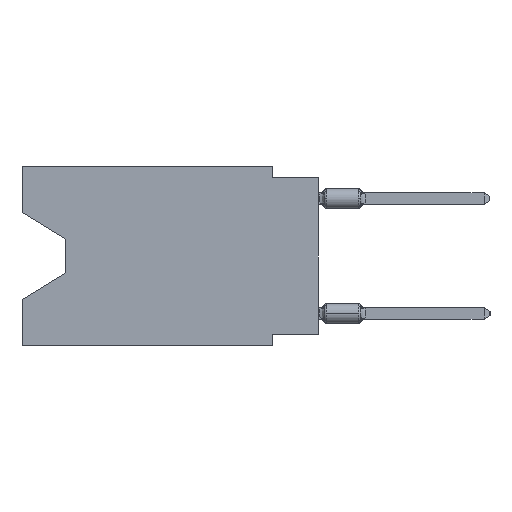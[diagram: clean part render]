
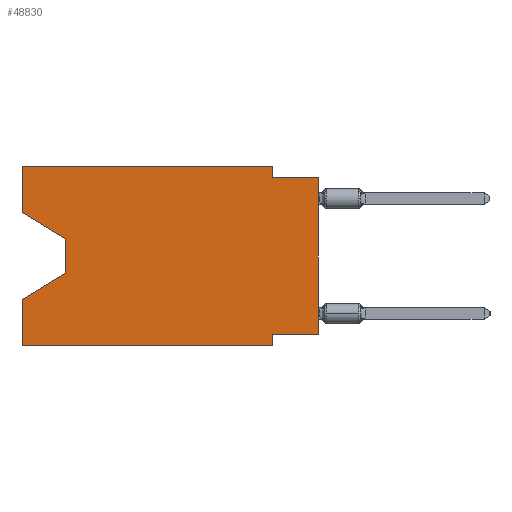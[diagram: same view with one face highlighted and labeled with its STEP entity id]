
A CAD part, left-side view. The second image highlights one B-rep face of the part: STEP entity #48830.
In plain terms, the highlighted planar face has unit normal (-1, 0, 0).
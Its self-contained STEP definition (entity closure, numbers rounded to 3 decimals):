
#1192 = CARTESIAN_POINT ( 'NONE',  ( 0., 16.383, 0. ) ) ;
#1330 = DIRECTION ( 'NONE',  ( 0., 1., 0. ) ) ;
#1631 = DIRECTION ( 'NONE',  ( 0., -1., 0. ) ) ;
#2133 = CARTESIAN_POINT ( 'NONE',  ( 0., 16.383, -7.36 ) ) ;
#2550 = VECTOR ( 'NONE', #8933, 1000. ) ;
#2999 = ORIENTED_EDGE ( 'NONE', *, *, #12751, .T. ) ;
#3272 = ORIENTED_EDGE ( 'NONE', *, *, #42703, .F. ) ;
#3531 = DIRECTION ( 'NONE',  ( 0., -0.855, -0.519 ) ) ;
#3724 = DIRECTION ( 'NONE',  ( 0., 0., -1. ) ) ;
#5137 = VERTEX_POINT ( 'NONE', #25721 ) ;
#5328 = VERTEX_POINT ( 'NONE', #12918 ) ;
#5346 = CARTESIAN_POINT ( 'NONE',  ( 0., 16.383, -9.906 ) ) ;
#5443 = VERTEX_POINT ( 'NONE', #7148 ) ;
#5499 = FACE_OUTER_BOUND ( 'NONE', #38649, .T. ) ;
#6076 = CARTESIAN_POINT ( 'NONE',  ( 0., 16.383, -9.906 ) ) ;
#6663 = CARTESIAN_POINT ( 'NONE',  ( 0., 0., -0.635 ) ) ;
#6685 = VERTEX_POINT ( 'NONE', #20367 ) ;
#6945 = CARTESIAN_POINT ( 'NONE',  ( 0., 16.383, 0. ) ) ;
#6955 = VECTOR ( 'NONE', #3531, 1000. ) ;
#7148 = CARTESIAN_POINT ( 'NONE',  ( 0., 2.54, -9.906 ) ) ;
#7355 = VERTEX_POINT ( 'NONE', #33057 ) ;
#7719 = LINE ( 'NONE', #49001, #47019 ) ;
#7962 = ORIENTED_EDGE ( 'NONE', *, *, #35331, .F. ) ;
#7991 = VECTOR ( 'NONE', #1330, 1000. ) ;
#8066 = VERTEX_POINT ( 'NONE', #41579 ) ;
#8262 = VECTOR ( 'NONE', #13821, 1000. ) ;
#8577 = EDGE_CURVE ( 'NONE', #37045, #5328, #25549, .T. ) ;
#8933 = DIRECTION ( 'NONE',  ( 0., 0.855, -0.519 ) ) ;
#10260 = DIRECTION ( 'NONE',  ( 1., 0., 0. ) ) ;
#10282 = VECTOR ( 'NONE', #30435, 1000. ) ;
#11679 = VECTOR ( 'NONE', #44566, 1000. ) ;
#12183 = CARTESIAN_POINT ( 'NONE',  ( 0., 13.97, -5.893 ) ) ;
#12751 = EDGE_CURVE ( 'NONE', #5137, #20799, #46436, .T. ) ;
#12867 = LINE ( 'NONE', #24370, #40107 ) ;
#12871 = VERTEX_POINT ( 'NONE', #6663 ) ;
#12918 = CARTESIAN_POINT ( 'NONE',  ( 0., 13.97, -4.013 ) ) ;
#13821 = DIRECTION ( 'NONE',  ( 0., -1., 0. ) ) ;
#13996 = DIRECTION ( 'NONE',  ( 0., 0., -1. ) ) ;
#14080 = ORIENTED_EDGE ( 'NONE', *, *, #33554, .F. ) ;
#15365 = LINE ( 'NONE', #15862, #33758 ) ;
#15622 = AXIS2_PLACEMENT_3D ( 'NONE', #40492, #10260, #13996 ) ;
#15862 = CARTESIAN_POINT ( 'NONE',  ( 0., 0., 0. ) ) ;
#18018 = LINE ( 'NONE', #47768, #30311 ) ;
#18209 = LINE ( 'NONE', #6945, #10282 ) ;
#19370 = DIRECTION ( 'NONE',  ( 0., 0., 1. ) ) ;
#19856 = ORIENTED_EDGE ( 'NONE', *, *, #30484, .T. ) ;
#20189 = LINE ( 'NONE', #1192, #45181 ) ;
#20367 = CARTESIAN_POINT ( 'NONE',  ( 0., 2.54, 0. ) ) ;
#20799 = VERTEX_POINT ( 'NONE', #2133 ) ;
#21300 = EDGE_CURVE ( 'NONE', #8066, #48496, #44046, .T. ) ;
#21314 = CARTESIAN_POINT ( 'NONE',  ( 0., 0., -9.271 ) ) ;
#21840 = LINE ( 'NONE', #29574, #11679 ) ;
#22763 = CARTESIAN_POINT ( 'NONE',  ( 0., 2.54, -9.271 ) ) ;
#24273 = ORIENTED_EDGE ( 'NONE', *, *, #8577, .T. ) ;
#24370 = CARTESIAN_POINT ( 'NONE',  ( 0., 0., -0.635 ) ) ;
#25243 = PLANE ( 'NONE',  #15622 ) ;
#25549 = LINE ( 'NONE', #40794, #6955 ) ;
#25721 = CARTESIAN_POINT ( 'NONE',  ( 0., 13.97, -5.893 ) ) ;
#26401 = ORIENTED_EDGE ( 'NONE', *, *, #21300, .F. ) ;
#28946 = EDGE_CURVE ( 'NONE', #7355, #6685, #20189, .T. ) ;
#29574 = CARTESIAN_POINT ( 'NONE',  ( 0., 16.383, 0. ) ) ;
#30311 = VECTOR ( 'NONE', #36514, 1000. ) ;
#30435 = DIRECTION ( 'NONE',  ( 0., 0., 1. ) ) ;
#30484 = EDGE_CURVE ( 'NONE', #5328, #5137, #34548, .T. ) ;
#30798 = CARTESIAN_POINT ( 'NONE',  ( 0., 13.97, -4.013 ) ) ;
#31049 = ORIENTED_EDGE ( 'NONE', *, *, #38775, .T. ) ;
#31453 = EDGE_CURVE ( 'NONE', #38963, #20799, #21840, .T. ) ;
#32835 = ORIENTED_EDGE ( 'NONE', *, *, #34139, .F. ) ;
#33057 = CARTESIAN_POINT ( 'NONE',  ( 0., 16.383, 0. ) ) ;
#33297 = VERTEX_POINT ( 'NONE', #47715 ) ;
#33554 = EDGE_CURVE ( 'NONE', #37045, #7355, #18209, .T. ) ;
#33758 = VECTOR ( 'NONE', #19370, 1000. ) ;
#34139 = EDGE_CURVE ( 'NONE', #48496, #5443, #7719, .T. ) ;
#34548 = LINE ( 'NONE', #30798, #37271 ) ;
#35331 = EDGE_CURVE ( 'NONE', #6685, #33297, #18018, .T. ) ;
#36068 = ORIENTED_EDGE ( 'NONE', *, *, #44534, .T. ) ;
#36514 = DIRECTION ( 'NONE',  ( 0., 0., -1. ) ) ;
#37045 = VERTEX_POINT ( 'NONE', #37920 ) ;
#37271 = VECTOR ( 'NONE', #46031, 1000. ) ;
#37920 = CARTESIAN_POINT ( 'NONE',  ( 0., 16.383, -2.546 ) ) ;
#38649 = EDGE_LOOP ( 'NONE', ( #24273, #19856, #2999, #46511, #36068, #32835, #26401, #31049, #3272, #7962, #42702, #14080 ) ) ;
#38775 = EDGE_CURVE ( 'NONE', #8066, #12871, #15365, .T. ) ;
#38925 = DIRECTION ( 'NONE',  ( 0., -1., 0. ) ) ;
#38963 = VERTEX_POINT ( 'NONE', #5346 ) ;
#40107 = VECTOR ( 'NONE', #1631, 1000. ) ;
#40323 = LINE ( 'NONE', #6076, #8262 ) ;
#40492 = CARTESIAN_POINT ( 'NONE',  ( 0., 16.383, 0. ) ) ;
#40794 = CARTESIAN_POINT ( 'NONE',  ( 0., 16.383, -2.546 ) ) ;
#41579 = CARTESIAN_POINT ( 'NONE',  ( 0., 0., -9.271 ) ) ;
#42702 = ORIENTED_EDGE ( 'NONE', *, *, #28946, .F. ) ;
#42703 = EDGE_CURVE ( 'NONE', #33297, #12871, #12867, .T. ) ;
#44046 = LINE ( 'NONE', #21314, #7991 ) ;
#44534 = EDGE_CURVE ( 'NONE', #38963, #5443, #40323, .T. ) ;
#44566 = DIRECTION ( 'NONE',  ( 0., 0., 1. ) ) ;
#45181 = VECTOR ( 'NONE', #38925, 1000. ) ;
#46031 = DIRECTION ( 'NONE',  ( 0., 0., -1. ) ) ;
#46436 = LINE ( 'NONE', #12183, #2550 ) ;
#46511 = ORIENTED_EDGE ( 'NONE', *, *, #31453, .F. ) ;
#47019 = VECTOR ( 'NONE', #3724, 1000. ) ;
#47715 = CARTESIAN_POINT ( 'NONE',  ( 0., 2.54, -0.635 ) ) ;
#47768 = CARTESIAN_POINT ( 'NONE',  ( 0., 2.54, 0. ) ) ;
#48496 = VERTEX_POINT ( 'NONE', #22763 ) ;
#48830 = ADVANCED_FACE ( 'NONE', ( #5499 ), #25243, .F. ) ;
#49001 = CARTESIAN_POINT ( 'NONE',  ( 0., 2.54, -9.906 ) ) ;
